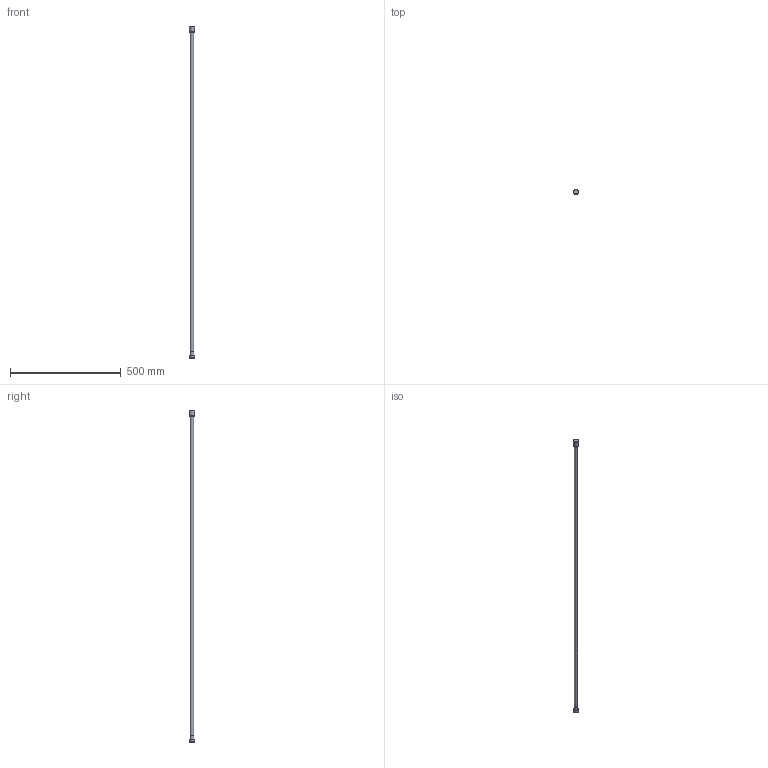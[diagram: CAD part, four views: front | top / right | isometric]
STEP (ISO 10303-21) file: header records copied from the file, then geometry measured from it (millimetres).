
FILE_DESCRIPTION(/* description */ ('Unknown'),/* implementation_level */ '2;1');
FILE_NAME(/* name */ '28417000',/* time_stamp */ '2022-09-10T04:54:23+02:00',/* author */ ('Unknown'),/* organization */ ('GROHE AG'),/* preprocessor_version */ 'ST-DEVELOPER v16.7',/* originating_system */ 'DEX',/* authorisation */ $);
FILE_SCHEMA (('TECHNICAL_DATA_PACKAGING','AUTOMOTIVE_DESIGN {1 0 10303 214 3 1 1}'));
Length unit declared in the file: millimetre
Products named in the file (2): 28417000
Assembly tree (1 placements, depth 2):
  28417000
    28417000
Bounding box: 23.6 x 23.6 x 1500 mm (x, y, z)
Volume: 241657.8 mm3; surface area: 68338.2 mm2
Topology: 1 solids, 1 shells, 19 faces, 31 edges, 18 vertices
Faces by surface type: plane 6, cylinder 6, torus 4, cone 3
Full cylindrical faces by diameter (mm): 14 x1, 15 x2, 19.9 x1, 22.6 x1, 23 x1
Entity records: 423 total; most frequent: DIRECTION 78, CARTESIAN_POINT 57, AXIS2_PLACEMENT_3D 39, ORIENTED_EDGE 36, EDGE_LOOP 36, FACE_BOUND 36, ADVANCED_FACE 19, EDGE_CURVE 18
